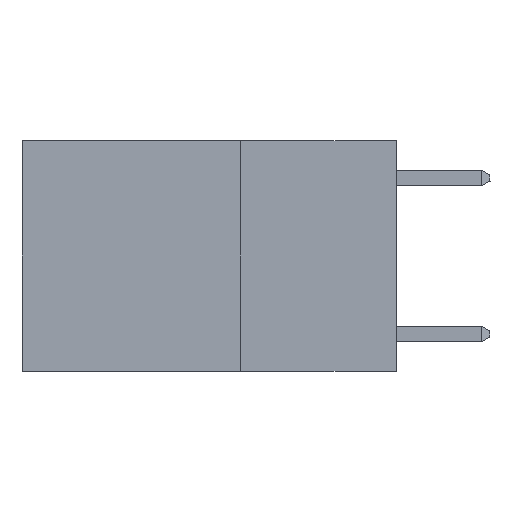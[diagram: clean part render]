
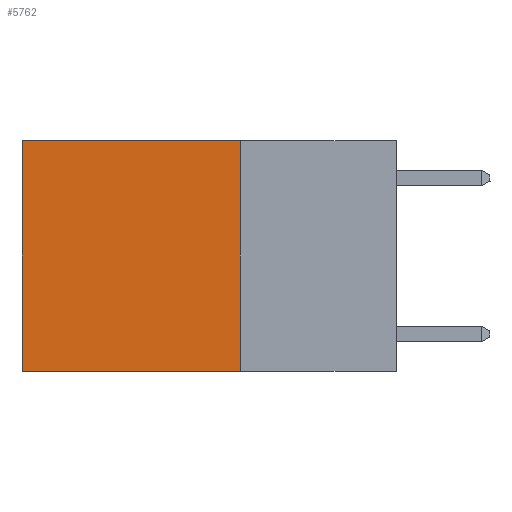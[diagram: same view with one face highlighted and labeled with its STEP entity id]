
A CAD part, left-side view. The second image highlights one B-rep face of the part: STEP entity #5762.
In plain terms, the highlighted planar face has unit normal (-1, 0, 0).
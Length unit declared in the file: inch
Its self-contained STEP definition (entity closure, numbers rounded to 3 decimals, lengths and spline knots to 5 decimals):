
#544 = AXIS2_PLACEMENT_3D ( 'NONE', #3265, #3256, #1713 ) ;
#1196 = EDGE_CURVE ( 'NONE', #2261, #2976, #7173, .T. ) ;
#1667 = FACE_OUTER_BOUND ( 'NONE', #5475, .T. ) ;
#1713 = DIRECTION ( 'NONE',  ( 0., 0., -1. ) ) ;
#1756 = VECTOR ( 'NONE', #6880, 39.37008 ) ;
#1864 = EDGE_CURVE ( 'NONE', #2976, #5601, #2612, .T. ) ;
#2142 = EDGE_CURVE ( 'NONE', #2261, #7769, #6024, .T. ) ;
#2261 = VERTEX_POINT ( 'NONE', #5391 ) ;
#2612 = LINE ( 'NONE', #7034, #6125 ) ;
#2976 = VERTEX_POINT ( 'NONE', #3382 ) ;
#3256 = DIRECTION ( 'NONE',  ( 1., 0., 0. ) ) ;
#3265 = CARTESIAN_POINT ( 'NONE',  ( 0.2625, 0.25, 0. ) ) ;
#3376 = CARTESIAN_POINT ( 'NONE',  ( 0.2625, 0.6, -0.37 ) ) ;
#3382 = CARTESIAN_POINT ( 'NONE',  ( 0.2625, 0.25, -0.37 ) ) ;
#4121 = PLANE ( 'NONE',  #544 ) ;
#4299 = CARTESIAN_POINT ( 'NONE',  ( 0.2625, 0.6, 0. ) ) ;
#5298 = ORIENTED_EDGE ( 'NONE', *, *, #5413, .T. ) ;
#5333 = VECTOR ( 'NONE', #8429, 39.37008 ) ;
#5391 = CARTESIAN_POINT ( 'NONE',  ( 0.2625, 0.25, 0. ) ) ;
#5413 = EDGE_CURVE ( 'NONE', #7769, #5601, #7301, .T. ) ;
#5475 = EDGE_LOOP ( 'NONE', ( #5298, #5625, #5794, #5978 ) ) ;
#5601 = VERTEX_POINT ( 'NONE', #3376 ) ;
#5625 = ORIENTED_EDGE ( 'NONE', *, *, #1864, .F. ) ;
#5762 = ADVANCED_FACE ( 'NONE', ( #1667 ), #4121, .F. ) ;
#5794 = ORIENTED_EDGE ( 'NONE', *, *, #1196, .F. ) ;
#5836 = DIRECTION ( 'NONE',  ( 0., 0., -1. ) ) ;
#5978 = ORIENTED_EDGE ( 'NONE', *, *, #2142, .T. ) ;
#6024 = LINE ( 'NONE', #6998, #1756 ) ;
#6125 = VECTOR ( 'NONE', #6842, 39.37008 ) ;
#6842 = DIRECTION ( 'NONE',  ( 0., 1., 0. ) ) ;
#6880 = DIRECTION ( 'NONE',  ( 0., 1., 0. ) ) ;
#6998 = CARTESIAN_POINT ( 'NONE',  ( 0.2625, 0.25, 0. ) ) ;
#7034 = CARTESIAN_POINT ( 'NONE',  ( 0.2625, 0.25, -0.37 ) ) ;
#7173 = LINE ( 'NONE', #8765, #8907 ) ;
#7301 = LINE ( 'NONE', #7399, #5333 ) ;
#7399 = CARTESIAN_POINT ( 'NONE',  ( 0.2625, 0.6, 0. ) ) ;
#7769 = VERTEX_POINT ( 'NONE', #4299 ) ;
#8429 = DIRECTION ( 'NONE',  ( 0., 0., -1. ) ) ;
#8765 = CARTESIAN_POINT ( 'NONE',  ( 0.2625, 0.25, 0. ) ) ;
#8907 = VECTOR ( 'NONE', #5836, 39.37008 ) ;
